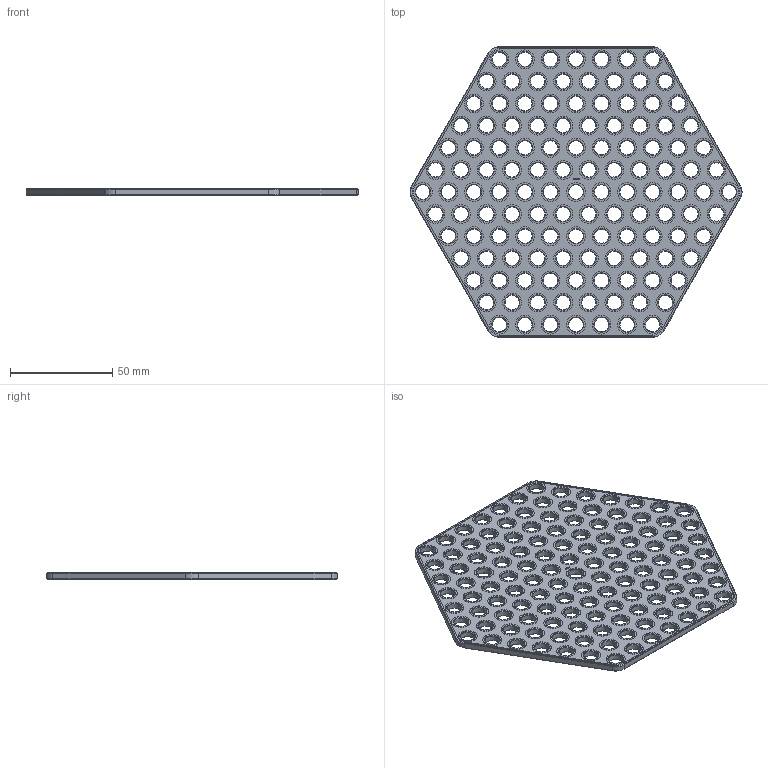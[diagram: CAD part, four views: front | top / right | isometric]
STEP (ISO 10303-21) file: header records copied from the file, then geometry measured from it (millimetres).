
FILE_DESCRIPTION(('FreeCAD Model'),'2;1');
FILE_NAME('Open CASCADE Shape Model','2024-01-31T19:18:09',(''),(''), 'Open CASCADE STEP processor 7.6','FreeCAD','Unknown');
FILE_SCHEMA(('AUTOMOTIVE_DESIGN { 1 0 10303 214 1 1 1 1 }'));
Products named in the file (1): Plate HEX CRNR BU13x00.25 - SPN-PLT-0006 (stemfie.org)
Bounding box: 162.5 x 142.4 x 3.12 mm (x, y, z)
Volume: 37551.3 mm3; surface area: 35287.9 mm2
Topology: 1 solids, 1 shells, 1315 faces, 3344 edges, 2192 vertices
Faces by surface type: plane 447, cone 432, cylinder 266, extrusion 170
Full cylindrical faces by diameter (mm): 7 x127, 9.2 x127
Entity records: 85809 total; most frequent: CARTESIAN_POINT 20321, DIRECTION 11556, ORIENTED_EDGE 6688, PCURVE 6688, DEFINITIONAL_REPRESENTATION 6688, VECTOR 6252, LINE 6082, EDGE_CURVE 3344
